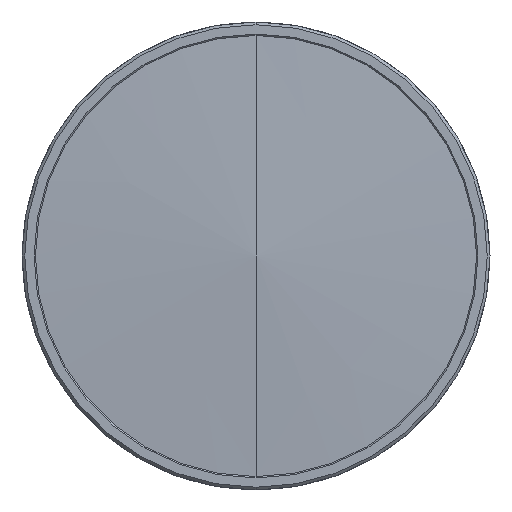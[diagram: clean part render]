
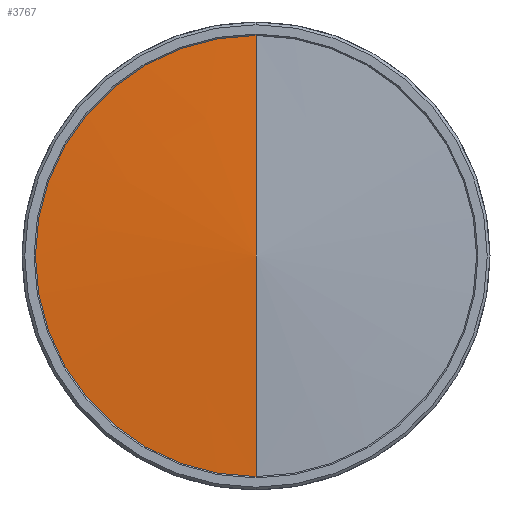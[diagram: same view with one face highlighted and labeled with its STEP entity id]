
A CAD part, left-side view. The second image highlights one B-rep face of the part: STEP entity #3767.
In plain terms, the highlighted conical face has half-angle 87.132 degrees and reference radius 19960.9 mm.
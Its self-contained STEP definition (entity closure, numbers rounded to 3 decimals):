
#68 = ORIENTED_EDGE ( 'NONE', *, *, #589, .T. ) ;
#202 = CARTESIAN_POINT ( 'NONE',  ( 1000., 0., 0. ) ) ;
#427 = CARTESIAN_POINT ( 'NONE',  ( 3.99, 0., -79.65 ) ) ;
#431 = EDGE_CURVE ( 'NONE', #4667, #4058, #1815, .T. ) ;
#568 = DIRECTION ( 'NONE',  ( 1., 0., 0. ) ) ;
#589 = EDGE_CURVE ( 'NONE', #4667, #5304, #1944, .T. ) ;
#643 = CARTESIAN_POINT ( 'NONE',  ( 0., 0., 0. ) ) ;
#1344 = CARTESIAN_POINT ( 'NONE',  ( 3.99, 0., 0. ) ) ;
#1351 = CARTESIAN_POINT ( 'NONE',  ( 3.99, 0., 79.65 ) ) ;
#1611 = CARTESIAN_POINT ( 'NONE',  ( 0., 0., 0. ) ) ;
#1815 = LINE ( 'NONE', #5231, #3671 ) ;
#1944 = LINE ( 'NONE', #643, #2676 ) ;
#1949 = EDGE_CURVE ( 'NONE', #4058, #5304, #2599, .T. ) ;
#2581 = AXIS2_PLACEMENT_3D ( 'NONE', #202, #568, #3140 ) ;
#2599 = CIRCLE ( 'NONE', #4395, 79.65 ) ;
#2676 = VECTOR ( 'NONE', #3568, 1000. ) ;
#3003 = DIRECTION ( 'NONE',  ( 0.05, 0., -0.999 ) ) ;
#3140 = DIRECTION ( 'NONE',  ( 0., 0., -1. ) ) ;
#3405 = DIRECTION ( 'NONE',  ( 1., 0., 0. ) ) ;
#3476 = FACE_OUTER_BOUND ( 'NONE', #4536, .T. ) ;
#3568 = DIRECTION ( 'NONE',  ( 0.05, 0., 0.999 ) ) ;
#3671 = VECTOR ( 'NONE', #3003, 1000. ) ;
#3767 = ADVANCED_FACE ( 'NONE', ( #3476 ), #4027, .T. ) ;
#4027 = CONICAL_SURFACE ( 'NONE', #2581, 19960.862, 1.521 ) ;
#4058 = VERTEX_POINT ( 'NONE', #427 ) ;
#4395 = AXIS2_PLACEMENT_3D ( 'NONE', #1344, #3405, #5133 ) ;
#4536 = EDGE_LOOP ( 'NONE', ( #5282, #68, #4679 ) ) ;
#4667 = VERTEX_POINT ( 'NONE', #1611 ) ;
#4679 = ORIENTED_EDGE ( 'NONE', *, *, #1949, .F. ) ;
#5133 = DIRECTION ( 'NONE',  ( 0., 0., -1. ) ) ;
#5231 = CARTESIAN_POINT ( 'NONE',  ( 0., 0., 0. ) ) ;
#5282 = ORIENTED_EDGE ( 'NONE', *, *, #431, .F. ) ;
#5304 = VERTEX_POINT ( 'NONE', #1351 ) ;
